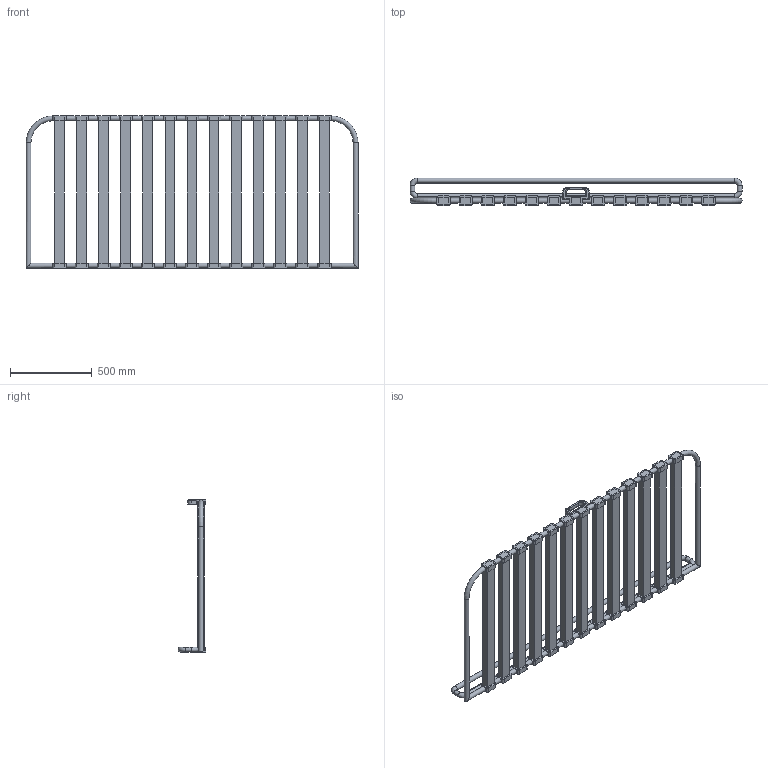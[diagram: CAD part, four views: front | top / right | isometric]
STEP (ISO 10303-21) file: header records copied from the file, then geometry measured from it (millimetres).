
FILE_DESCRIPTION(/* description */ (''),/* implementation_level */ '2;1');
FILE_NAME(/* name */ 'Bed v1.step',/* time_stamp */ '2022-06-19T19:57:34+08:00',/* author */ (''),/* organization */ (''),/* preprocessor_version */ 'ST-DEVELOPER v19',/* originating_system */ 'Autodesk Translation Framework v11.7.0.108',/* authorisation */ '');
FILE_SCHEMA (('AUTOMOTIVE_DESIGN { 1 0 10303 214 3 1 1 }'));
Length unit declared in the file: millimetre
Products named in the file (1): Bed
Bounding box: 2030 x 170 x 930 mm (x, y, z)
Volume: 36065769 mm3; surface area: 3588320.1 mm2
Topology: 14 solids, 14 shells, 632 faces, 1625 edges, 990 vertices
Faces by surface type: plane 411, cylinder 207, torus 14
Full cylindrical faces by diameter (mm): 30 x18
Entity records: 19764 total; most frequent: CARTESIAN_POINT 4041, DIRECTION 3304, ORIENTED_EDGE 3252, EDGE_CURVE 1626, LINE 1102, VECTOR 1102, AXIS2_PLACEMENT_3D 1101, VERTEX_POINT 990
